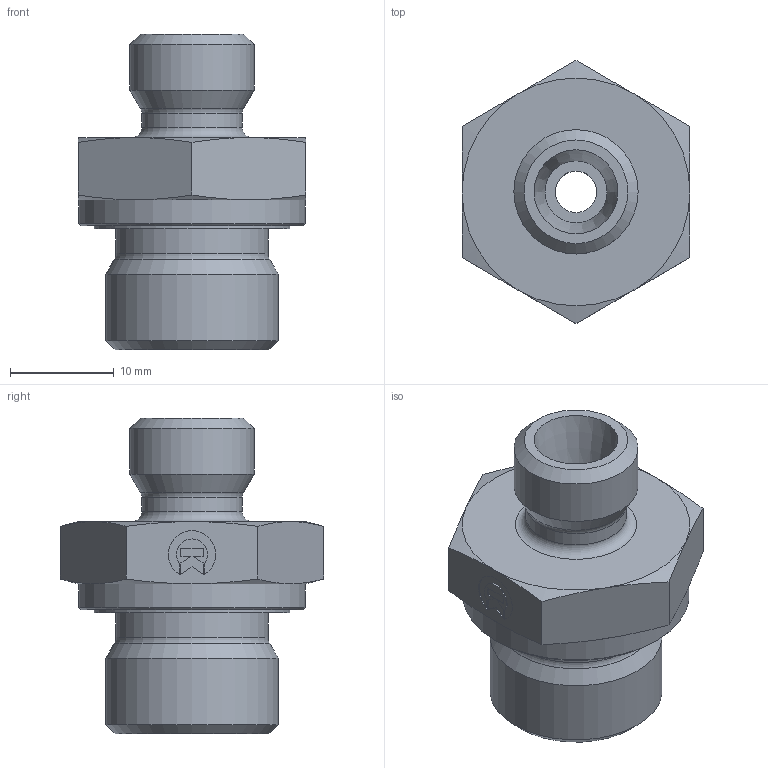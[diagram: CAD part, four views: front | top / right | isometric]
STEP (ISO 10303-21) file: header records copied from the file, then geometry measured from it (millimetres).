
FILE_DESCRIPTION((''),'2;1');
FILE_NAME('114063812.stp','2014-08-07T09:22:28',(''),('KNOMI spol. s r. o.'),'Autodesk Inventor 2012','Autodesk Inventor 2012','');
FILE_SCHEMA(('AUTOMOTIVE_DESIGN { 1 2 10303 214 0 1 1 1 }'));
Length unit declared in the file: millimetre
Products named in the file (3): PHER2 6LR3/8  G3/8/M12x1; 115 06 3812; 609170038
Assembly tree (2 placements, depth 2):
  PHER2 6LR3/8  G3/8/M12x1
    115 06 3812
    609170038
Bounding box: 22 x 25.4 x 30.5 mm (x, y, z)
Volume: 5441.3 mm3; surface area: 3536.8 mm2
Topology: 2 solids, 2 shells, 87 faces, 194 edges, 120 vertices
Faces by surface type: plane 45, cone 22, cylinder 15, torus 5
Full cylindrical faces by diameter (mm): 4 x1, 6 x1, 9 x1, 9.7 x1, 12 x1, 14.7 x2, 16.662 x1, 18.9 x1, 19 x1, 21.9 x1
Entity records: 2405 total; most frequent: CARTESIAN_POINT 424, DIRECTION 380, ORIENTED_EDGE 332, EDGE_CURVE 166, AXIS2_PLACEMENT_3D 146, EDGE_LOOP 126, VERTEX_POINT 118, STYLED_ITEM 89
